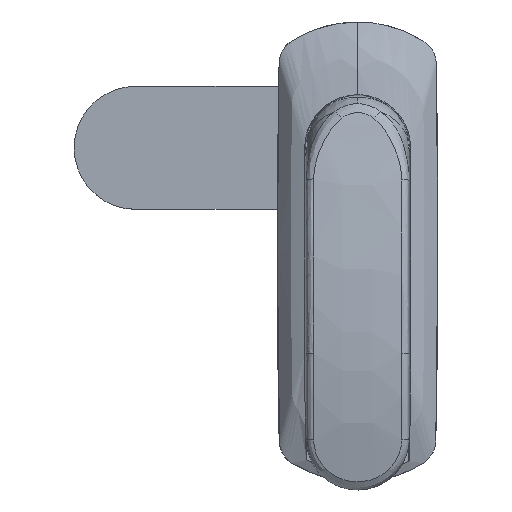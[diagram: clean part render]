
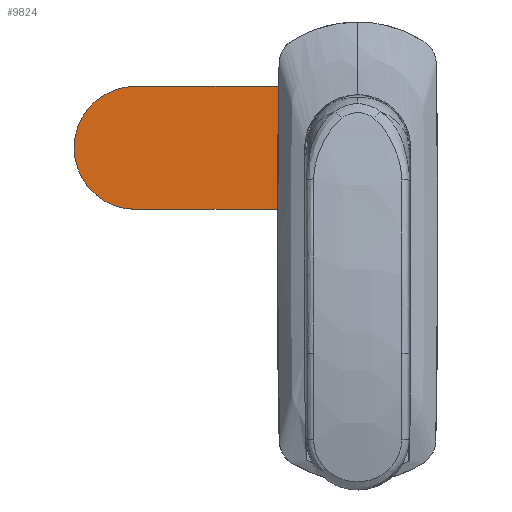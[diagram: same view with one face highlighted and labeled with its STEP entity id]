
A CAD part, top view. The second image highlights one B-rep face of the part: STEP entity #9824.
In plain terms, the highlighted face is planar.
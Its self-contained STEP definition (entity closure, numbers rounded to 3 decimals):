
#461 = EDGE_CURVE ( 'NONE', #17196, #17201, #10395, .T. ) ;
#658 = VECTOR ( 'NONE', #2220, 1000. ) ;
#1040 = ORIENTED_EDGE ( 'NONE', *, *, #7883, .T. ) ;
#1672 = ORIENTED_EDGE ( 'NONE', *, *, #14361, .T. ) ;
#1935 = VERTEX_POINT ( 'NONE', #5140 ) ;
#2043 = CIRCLE ( 'NONE', #3415, 11.5 ) ;
#2057 = CARTESIAN_POINT ( 'NONE',  ( 0., 5.657, 0. ) ) ;
#2073 = FACE_OUTER_BOUND ( 'NONE', #7738, .T. ) ;
#2220 = DIRECTION ( 'NONE',  ( 0.707, -0.707, 0. ) ) ;
#2296 = FACE_BOUND ( 'NONE', #5701, .T. ) ;
#2474 = CARTESIAN_POINT ( 'NONE',  ( 0., 11.5, 0. ) ) ;
#2745 = ORIENTED_EDGE ( 'NONE', *, *, #11780, .F. ) ;
#2747 = VERTEX_POINT ( 'NONE', #12818 ) ;
#2916 = DIRECTION ( 'NONE',  ( 1., 0., 0. ) ) ;
#3294 = VECTOR ( 'NONE', #14968, 1000. ) ;
#3413 = DIRECTION ( 'NONE',  ( 1., 0., 0. ) ) ;
#3415 = AXIS2_PLACEMENT_3D ( 'NONE', #6770, #5490, #8150 ) ;
#3428 = CARTESIAN_POINT ( 'NONE',  ( 0., 11.5, 0. ) ) ;
#3576 = VECTOR ( 'NONE', #13747, 1000. ) ;
#3881 = ORIENTED_EDGE ( 'NONE', *, *, #9871, .T. ) ;
#4233 = CARTESIAN_POINT ( 'NONE',  ( 0., 0., 0. ) ) ;
#4364 = DIRECTION ( 'NONE',  ( -0.707, 0.707, 0. ) ) ;
#4390 = VERTEX_POINT ( 'NONE', #3428 ) ;
#4930 = CARTESIAN_POINT ( 'NONE',  ( -5.657, 0., 0. ) ) ;
#5011 = CARTESIAN_POINT ( 'NONE',  ( 5.657, 0., 0. ) ) ;
#5037 = CIRCLE ( 'NONE', #15978, 11.5 ) ;
#5140 = CARTESIAN_POINT ( 'NONE',  ( 41.5, -11.5, 0. ) ) ;
#5490 = DIRECTION ( 'NONE',  ( 0., 0., 1. ) ) ;
#5701 = EDGE_LOOP ( 'NONE', ( #1040, #1672, #3881, #10949 ) ) ;
#5773 = DIRECTION ( 'NONE',  ( 0., 0., 1. ) ) ;
#6333 = EDGE_CURVE ( 'NONE', #1935, #2747, #5037, .T. ) ;
#6770 = CARTESIAN_POINT ( 'NONE',  ( 0., 0., 0. ) ) ;
#7071 = DIRECTION ( 'NONE',  ( 1., 0., 0. ) ) ;
#7522 = CARTESIAN_POINT ( 'NONE',  ( 41.5, 0., 0. ) ) ;
#7567 = CARTESIAN_POINT ( 'NONE',  ( 0., -5.657, 0. ) ) ;
#7738 = EDGE_LOOP ( 'NONE', ( #2745, #12753, #10220, #11201, #13199 ) ) ;
#7883 = EDGE_CURVE ( 'NONE', #17201, #16693, #11812, .T. ) ;
#8150 = DIRECTION ( 'NONE',  ( 1., 0., 0. ) ) ;
#8394 = CARTESIAN_POINT ( 'NONE',  ( -5.657, 0., 0. ) ) ;
#8920 = DIRECTION ( 'NONE',  ( 0., 0., 1. ) ) ;
#9770 = CARTESIAN_POINT ( 'NONE',  ( 0., 0., 0. ) ) ;
#9824 = ADVANCED_FACE ( 'NONE', ( #2073, #2296 ), #18256, .F. ) ;
#9851 = AXIS2_PLACEMENT_3D ( 'NONE', #9770, #18238, #2916 ) ;
#9871 = EDGE_CURVE ( 'NONE', #13918, #17196, #9968, .T. ) ;
#9968 = LINE ( 'NONE', #18187, #10856 ) ;
#10220 = ORIENTED_EDGE ( 'NONE', *, *, #6333, .F. ) ;
#10395 = LINE ( 'NONE', #12788, #15076 ) ;
#10607 = CIRCLE ( 'NONE', #9851, 11.5 ) ;
#10749 = LINE ( 'NONE', #13543, #3294 ) ;
#10856 = VECTOR ( 'NONE', #11296, 1000. ) ;
#10913 = VECTOR ( 'NONE', #17790, 1000. ) ;
#10949 = ORIENTED_EDGE ( 'NONE', *, *, #461, .T. ) ;
#10951 = CARTESIAN_POINT ( 'NONE',  ( -11.5, 0., 0. ) ) ;
#11201 = ORIENTED_EDGE ( 'NONE', *, *, #15265, .F. ) ;
#11225 = CARTESIAN_POINT ( 'NONE',  ( 0., -11.5, 0. ) ) ;
#11235 = LINE ( 'NONE', #4930, #658 ) ;
#11296 = DIRECTION ( 'NONE',  ( 0.707, 0.707, 0. ) ) ;
#11780 = EDGE_CURVE ( 'NONE', #4390, #17444, #10607, .T. ) ;
#11812 = LINE ( 'NONE', #13478, #10913 ) ;
#12314 = EDGE_CURVE ( 'NONE', #2747, #4390, #15958, .T. ) ;
#12339 = EDGE_CURVE ( 'NONE', #17444, #13295, #2043, .T. ) ;
#12753 = ORIENTED_EDGE ( 'NONE', *, *, #12314, .F. ) ;
#12788 = CARTESIAN_POINT ( 'NONE',  ( 0., 5.657, 0. ) ) ;
#12818 = CARTESIAN_POINT ( 'NONE',  ( 41.5, 11.5, 0. ) ) ;
#13199 = ORIENTED_EDGE ( 'NONE', *, *, #12339, .F. ) ;
#13295 = VERTEX_POINT ( 'NONE', #11225 ) ;
#13478 = CARTESIAN_POINT ( 'NONE',  ( -5.657, 0., 0. ) ) ;
#13543 = CARTESIAN_POINT ( 'NONE',  ( 0., -11.5, 0. ) ) ;
#13647 = AXIS2_PLACEMENT_3D ( 'NONE', #4233, #5773, #7071 ) ;
#13747 = DIRECTION ( 'NONE',  ( -1., 0., 0. ) ) ;
#13918 = VERTEX_POINT ( 'NONE', #7567 ) ;
#14361 = EDGE_CURVE ( 'NONE', #16693, #13918, #11235, .T. ) ;
#14968 = DIRECTION ( 'NONE',  ( 1., 0., 0. ) ) ;
#15076 = VECTOR ( 'NONE', #4364, 1000. ) ;
#15265 = EDGE_CURVE ( 'NONE', #13295, #1935, #10749, .T. ) ;
#15958 = LINE ( 'NONE', #2474, #3576 ) ;
#15978 = AXIS2_PLACEMENT_3D ( 'NONE', #7522, #8920, #3413 ) ;
#16693 = VERTEX_POINT ( 'NONE', #8394 ) ;
#17196 = VERTEX_POINT ( 'NONE', #5011 ) ;
#17201 = VERTEX_POINT ( 'NONE', #2057 ) ;
#17444 = VERTEX_POINT ( 'NONE', #10951 ) ;
#17790 = DIRECTION ( 'NONE',  ( -0.707, -0.707, 0. ) ) ;
#18187 = CARTESIAN_POINT ( 'NONE',  ( 0., -5.657, 0. ) ) ;
#18238 = DIRECTION ( 'NONE',  ( 0., 0., 1. ) ) ;
#18256 = PLANE ( 'NONE',  #13647 ) ;
